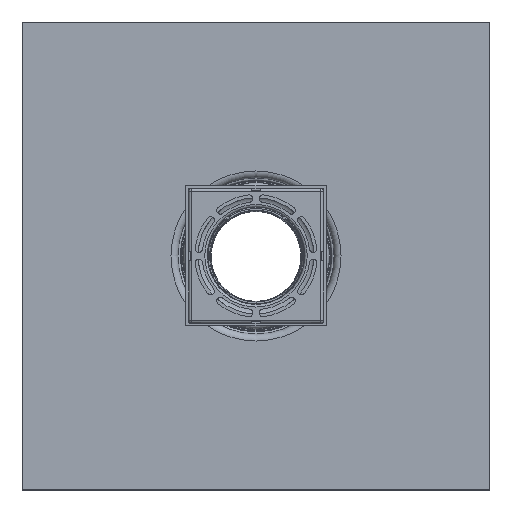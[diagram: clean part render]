
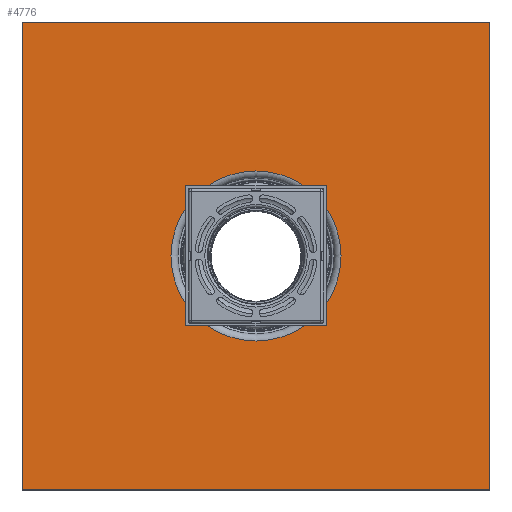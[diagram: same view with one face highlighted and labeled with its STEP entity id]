
A CAD part, top view. The second image highlights one B-rep face of the part: STEP entity #4776.
In plain terms, the highlighted planar face has unit normal (0, 0, 1).
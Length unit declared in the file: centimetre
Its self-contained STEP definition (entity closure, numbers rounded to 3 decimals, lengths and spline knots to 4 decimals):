
#329=FACE_BOUND('',#1181,.T.);
#396=CIRCLE('',#5797,90.8789);
#833=FACE_OUTER_BOUND('',#1180,.T.);
#1180=EDGE_LOOP('',(#2985,#2986,#2987,#2988));
#1181=EDGE_LOOP('',(#2989));
#1588=VERTEX_POINT('',#8513);
#1589=VERTEX_POINT('',#8515);
#1591=VERTEX_POINT('',#8521);
#1594=VERTEX_POINT('',#8526);
#1596=VERTEX_POINT('',#8539);
#2129=EDGE_CURVE('',#1588,#1589,#5142,.T.);
#2135=EDGE_CURVE('',#1594,#1591,#5148,.T.);
#2136=EDGE_CURVE('',#1589,#1594,#5149,.T.);
#2139=EDGE_CURVE('',#1588,#1591,#5152,.T.);
#2141=EDGE_CURVE('',#1596,#1596,#396,.T.);
#2985=ORIENTED_EDGE('',*,*,#2139,.T.);
#2986=ORIENTED_EDGE('',*,*,#2135,.F.);
#2987=ORIENTED_EDGE('',*,*,#2136,.F.);
#2988=ORIENTED_EDGE('',*,*,#2129,.F.);
#2989=ORIENTED_EDGE('',*,*,#2141,.T.);
#4641=PLANE('',#5796);
#4776=ADVANCED_FACE('',(#833,#329),#4641,.F.);
#5142=LINE('',#8516,#5466);
#5148=LINE('',#8528,#5472);
#5149=LINE('',#8530,#5473);
#5152=LINE('',#8534,#5476);
#5466=VECTOR('',#6594,1.);
#5472=VECTOR('',#6602,1.);
#5473=VECTOR('',#6605,1.);
#5476=VECTOR('',#6610,1.);
#5796=AXIS2_PLACEMENT_3D('',#8538,#6615,#6616);
#5797=AXIS2_PLACEMENT_3D('',#8540,#6617,#6618);
#6594=DIRECTION('',(1.,0.,0.));
#6602=DIRECTION('',(-1.,0.,0.));
#6605=DIRECTION('',(0.,-1.,0.));
#6610=DIRECTION('',(0.,-1.,0.));
#6615=DIRECTION('center_axis',(0.,0.,-1.));
#6616=DIRECTION('ref_axis',(0.,-1.,0.));
#6617=DIRECTION('center_axis',(0.,0.,-1.));
#6618=DIRECTION('ref_axis',(1.,0.,0.));
#8513=CARTESIAN_POINT('',(-250.,250.,252.0038));
#8515=CARTESIAN_POINT('',(250.,250.,252.0038));
#8516=CARTESIAN_POINT('',(0.,250.,252.0038));
#8521=CARTESIAN_POINT('',(-250.,-250.,252.0038));
#8526=CARTESIAN_POINT('',(250.,-250.,252.0038));
#8528=CARTESIAN_POINT('',(0.,-250.,252.0038));
#8530=CARTESIAN_POINT('',(250.,0.,252.0038));
#8534=CARTESIAN_POINT('',(-250.,0.,252.0038));
#8538=CARTESIAN_POINT('Origin',(0.,0.,
252.0038));
#8539=CARTESIAN_POINT('',(0.,-90.8789,252.0038));
#8540=CARTESIAN_POINT('Origin',(0.,0.,
252.0038));
